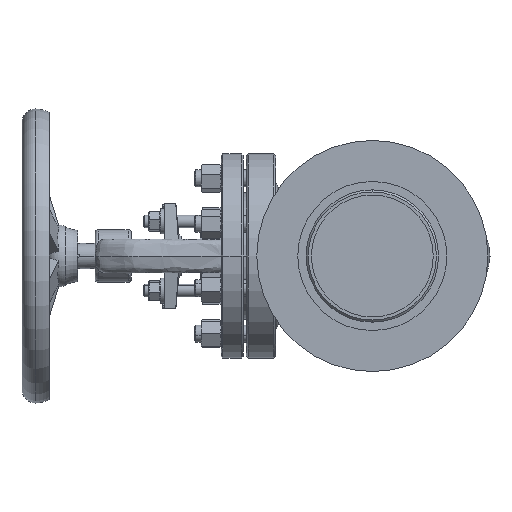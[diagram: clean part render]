
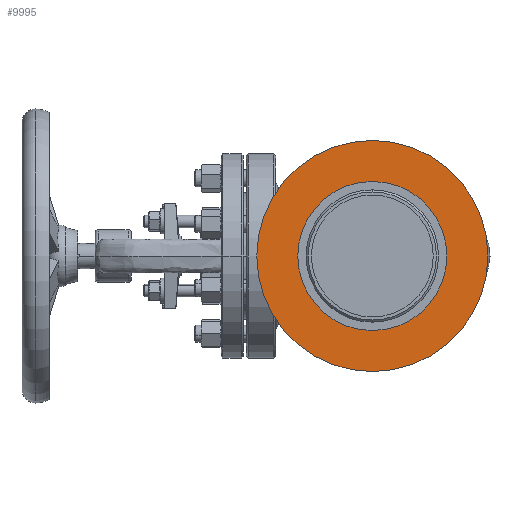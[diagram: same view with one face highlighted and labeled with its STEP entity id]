
A CAD part, left-side view. The second image highlights one B-rep face of the part: STEP entity #9995.
In plain terms, the highlighted planar face has unit normal (-1, 0, 0).
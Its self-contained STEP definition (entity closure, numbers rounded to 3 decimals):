
#83 = DIRECTION ( 'NONE',  ( -1., 0., 0. ) ) ;
#600 = AXIS2_PLACEMENT_3D ( 'NONE', #12216, #27950, #14442 ) ;
#3354 = AXIS2_PLACEMENT_3D ( 'NONE', #4534, #20221, #6807 ) ;
#3498 = VERTEX_POINT ( 'NONE', #15789 ) ;
#4287 = VERTEX_POINT ( 'NONE', #22283 ) ;
#4534 = CARTESIAN_POINT ( 'NONE',  ( -168., 0., 0. ) ) ;
#5144 = DIRECTION ( 'NONE',  ( 1., 0., 0. ) ) ;
#6423 = CARTESIAN_POINT ( 'NONE',  ( -168., 63., 0. ) ) ;
#6774 = PLANE ( 'NONE',  #21390 ) ;
#6807 = DIRECTION ( 'NONE',  ( 0., 0., 1. ) ) ;
#8357 = VERTEX_POINT ( 'NONE', #17402 ) ;
#9244 = CIRCLE ( 'NONE', #600, 70.959 ) ;
#9652 = EDGE_LOOP ( 'NONE', ( #23118, #25130 ) ) ;
#9995 = ADVANCED_FACE ( 'NONE', ( #23610, #18340 ), #6774, .T. ) ;
#10532 = DIRECTION ( 'NONE',  ( 1., 0., 0. ) ) ;
#11547 = AXIS2_PLACEMENT_3D ( 'NONE', #23991, #10532, #26266 ) ;
#12216 = CARTESIAN_POINT ( 'NONE',  ( -168., 0., 0. ) ) ;
#12763 = EDGE_CURVE ( 'NONE', #8357, #3498, #14911, .T. ) ;
#13511 = EDGE_LOOP ( 'NONE', ( #27349, #25676 ) ) ;
#14218 = CIRCLE ( 'NONE', #17190, 110. ) ;
#14442 = DIRECTION ( 'NONE',  ( 0., 0., 1. ) ) ;
#14911 = CIRCLE ( 'NONE', #11547, 70.959 ) ;
#15789 = CARTESIAN_POINT ( 'NONE',  ( -168., 0., -70.959 ) ) ;
#16902 = EDGE_CURVE ( 'NONE', #28255, #4287, #14218, .T. ) ;
#17190 = AXIS2_PLACEMENT_3D ( 'NONE', #18611, #5144, #20828 ) ;
#17402 = CARTESIAN_POINT ( 'NONE',  ( -168., 0., 70.959 ) ) ;
#18340 = FACE_BOUND ( 'NONE', #13511, .T. ) ;
#18611 = CARTESIAN_POINT ( 'NONE',  ( -168., 0., 0. ) ) ;
#20221 = DIRECTION ( 'NONE',  ( 1., 0., 0. ) ) ;
#20319 = EDGE_CURVE ( 'NONE', #4287, #28255, #22512, .T. ) ;
#20828 = DIRECTION ( 'NONE',  ( 0., 0., 1. ) ) ;
#21390 = AXIS2_PLACEMENT_3D ( 'NONE', #6423, #83, #24703 ) ;
#22283 = CARTESIAN_POINT ( 'NONE',  ( -168., 0., -110. ) ) ;
#22471 = CARTESIAN_POINT ( 'NONE',  ( -168., 0., 110. ) ) ;
#22512 = CIRCLE ( 'NONE', #3354, 110. ) ;
#23118 = ORIENTED_EDGE ( 'NONE', *, *, #16902, .F. ) ;
#23610 = FACE_OUTER_BOUND ( 'NONE', #9652, .T. ) ;
#23991 = CARTESIAN_POINT ( 'NONE',  ( -168., 0., 0. ) ) ;
#24703 = DIRECTION ( 'NONE',  ( 0., 0., 1. ) ) ;
#25130 = ORIENTED_EDGE ( 'NONE', *, *, #20319, .F. ) ;
#25676 = ORIENTED_EDGE ( 'NONE', *, *, #27262, .T. ) ;
#26266 = DIRECTION ( 'NONE',  ( 0., 0., 1. ) ) ;
#27262 = EDGE_CURVE ( 'NONE', #3498, #8357, #9244, .T. ) ;
#27349 = ORIENTED_EDGE ( 'NONE', *, *, #12763, .T. ) ;
#27950 = DIRECTION ( 'NONE',  ( 1., 0., 0. ) ) ;
#28255 = VERTEX_POINT ( 'NONE', #22471 ) ;
